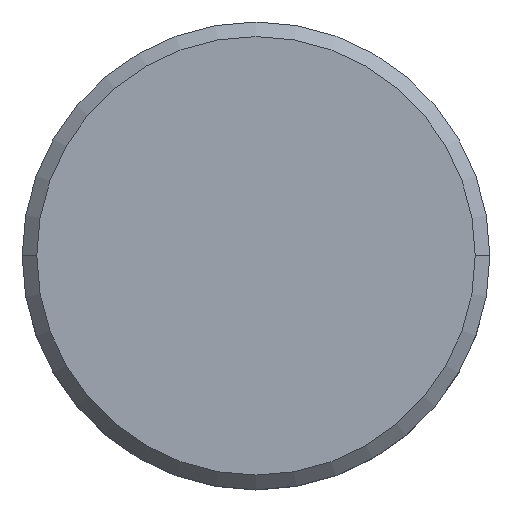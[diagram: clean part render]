
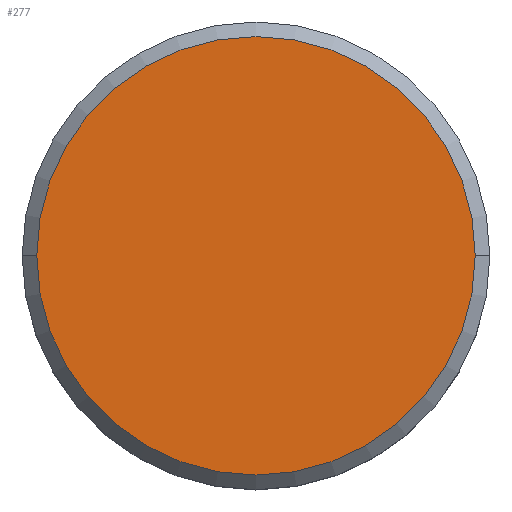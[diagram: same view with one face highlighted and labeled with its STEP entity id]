
A CAD part, top view. The second image highlights one B-rep face of the part: STEP entity #277.
In plain terms, the highlighted planar face has unit normal (0, 0, 1).
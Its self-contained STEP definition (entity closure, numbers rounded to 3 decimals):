
#2 = DIRECTION ( 'NONE',  ( 1., 0., 0. ) ) ;
#46 = PLANE ( 'NONE',  #330 ) ;
#48 = ORIENTED_EDGE ( 'NONE', *, *, #321, .T. ) ;
#52 = DIRECTION ( 'NONE',  ( 1., 0., 0. ) ) ;
#60 = CARTESIAN_POINT ( 'NONE',  ( -7.5, 0., 0. ) ) ;
#185 = DIRECTION ( 'NONE',  ( 0., 0., 1. ) ) ;
#200 = DIRECTION ( 'NONE',  ( 1., 0., 0. ) ) ;
#201 = CIRCLE ( 'NONE', #322, 7.5 ) ;
#217 = DIRECTION ( 'NONE',  ( 0., 0., 1. ) ) ;
#239 = DIRECTION ( 'NONE',  ( 0., 0., 1. ) ) ;
#242 = CARTESIAN_POINT ( 'NONE',  ( 7.5, 0., 0. ) ) ;
#259 = EDGE_CURVE ( 'NONE', #389, #369, #201, .T. ) ;
#277 = ADVANCED_FACE ( 'NONE', ( #396 ), #46, .T. ) ;
#321 = EDGE_CURVE ( 'NONE', #369, #389, #449, .T. ) ;
#322 = AXIS2_PLACEMENT_3D ( 'NONE', #390, #217, #2 ) ;
#323 = EDGE_LOOP ( 'NONE', ( #48, #332 ) ) ;
#330 = AXIS2_PLACEMENT_3D ( 'NONE', #441, #185, #52 ) ;
#332 = ORIENTED_EDGE ( 'NONE', *, *, #259, .T. ) ;
#369 = VERTEX_POINT ( 'NONE', #60 ) ;
#381 = CARTESIAN_POINT ( 'NONE',  ( 0., 0., 0. ) ) ;
#389 = VERTEX_POINT ( 'NONE', #242 ) ;
#390 = CARTESIAN_POINT ( 'NONE',  ( 0., 0., 0. ) ) ;
#396 = FACE_OUTER_BOUND ( 'NONE', #323, .T. ) ;
#420 = AXIS2_PLACEMENT_3D ( 'NONE', #381, #239, #200 ) ;
#441 = CARTESIAN_POINT ( 'NONE',  ( 0., 0., 0. ) ) ;
#449 = CIRCLE ( 'NONE', #420, 7.5 ) ;
